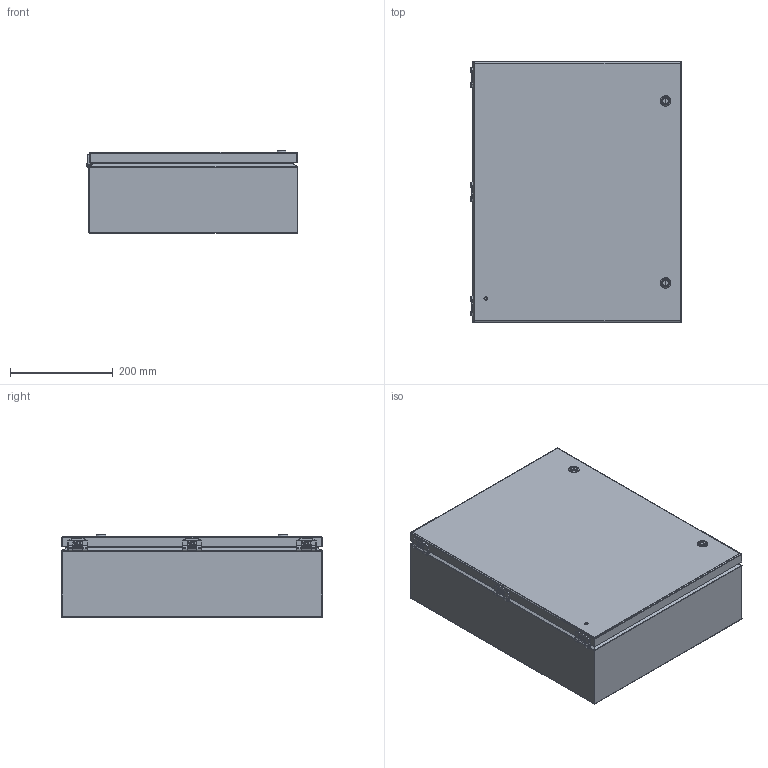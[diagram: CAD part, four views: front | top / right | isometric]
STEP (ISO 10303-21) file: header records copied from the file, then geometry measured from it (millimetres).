
FILE_DESCRIPTION (( 'STEP AP214' ), '1' );
FILE_NAME ('SCE-20166ELJ.STEP', '2023-03-21T15:24:41', ( '' ), ( '' ), 'SwSTEP 2.0', 'SolidWorks 2021', '' );
FILE_SCHEMA (( 'AUTOMOTIVE_DESIGN' ));
Length unit declared in the file: inch
Products named in the file (1): SCE-20166ELJ
Bounding box: 412 x 508 x 159.8 mm (x, y, z)
Volume: 1474689.3 mm3; surface area: 1845793.2 mm2
Topology: 36 solids, 36 shells, 2038 faces, 5011 edges, 2930 vertices
Faces by surface type: bspline 777, plane 647, cylinder 581, cone 27, torus 6
Full cylindrical faces by diameter (mm): 0.508 x3, 2.54 x3, 3.962 x3, 4.013 x6, 4.318 x3, 4.775 x9, 4.826 x2, 5.08 x2, 5.537 x2, 6.058 x2, 6.35 x10, 6.463 x2, 6.502 x1, 6.531 x1, 6.604 x3, 6.824 x2, 7.167 x2, 7.216 x8, 7.874 x2, 8.28 x2, 8.89 x2, 9.474 x8, 10.922 x2, 11.684 x2, 12.065 x2, 12.17 x3, 16.002 x2, 20.018 x2
Entity records: 106761 total; most frequent: CARTESIAN_POINT 67556, ORIENTED_EDGE 9342, DIRECTION 5530, EDGE_CURVE 4671, VERTEX_POINT 2892, EDGE_LOOP 2297, B_SPLINE_CURVE_WITH_KNOTS 2236, FACE_OUTER_BOUND 2165
